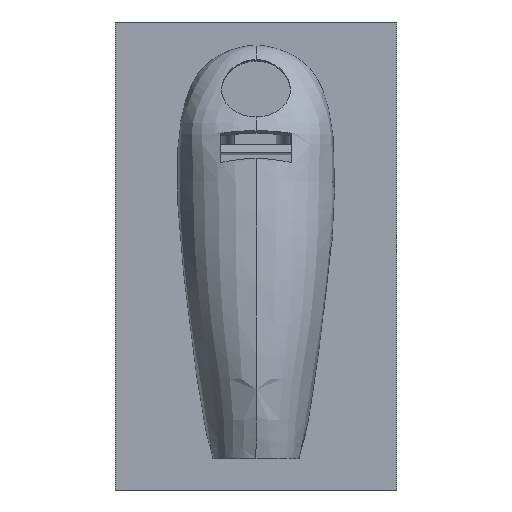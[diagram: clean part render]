
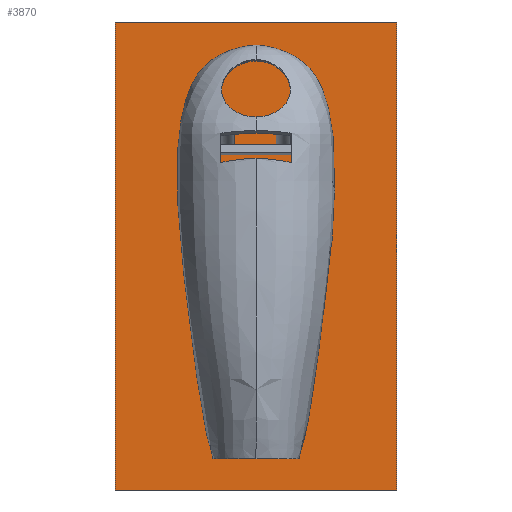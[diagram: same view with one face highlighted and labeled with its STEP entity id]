
A CAD part, front view. The second image highlights one B-rep face of the part: STEP entity #3870.
In plain terms, the highlighted planar face has unit normal (0, -1, 0).
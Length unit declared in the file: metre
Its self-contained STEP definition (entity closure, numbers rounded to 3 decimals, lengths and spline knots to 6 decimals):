
#199=LINE('',#24911,#399);
#200=LINE('',#24914,#400);
#201=LINE('',#24916,#401);
#202=LINE('',#24918,#402);
#399=VECTOR('',#4567,1.);
#400=VECTOR('',#4568,1.);
#401=VECTOR('',#4569,1.);
#402=VECTOR('',#4570,1.);
#574=PLANE('',#4103);
#1504=ORIENTED_EDGE('',*,*,#2283,.F.);
#1505=ORIENTED_EDGE('',*,*,#2284,.F.);
#1506=ORIENTED_EDGE('',*,*,#2285,.T.);
#1507=ORIENTED_EDGE('',*,*,#2286,.T.);
#2283=EDGE_CURVE('',#2754,#2755,#199,.T.);
#2284=EDGE_CURVE('',#2756,#2754,#200,.T.);
#2285=EDGE_CURVE('',#2756,#2757,#201,.T.);
#2286=EDGE_CURVE('',#2757,#2755,#202,.T.);
#2754=VERTEX_POINT('',#24912);
#2755=VERTEX_POINT('',#24913);
#2756=VERTEX_POINT('',#24915);
#2757=VERTEX_POINT('',#24917);
#3405=EDGE_LOOP('',(#1504,#1505,#1506,#1507));
#3638=FACE_BOUND('',#3405,.T.);
#3870=ADVANCED_FACE('',(#3638),#574,.T.);
#4103=AXIS2_PLACEMENT_3D('',#24910,#4565,#4566);
#4565=DIRECTION('',(0.,-1.,0.));
#4566=DIRECTION('',(0.,0.,-1.));
#4567=DIRECTION('',(0.,0.,1.));
#4568=DIRECTION('',(-1.,0.,0.));
#4569=DIRECTION('',(0.,0.,1.));
#4570=DIRECTION('',(-1.,0.,0.));
#24910=CARTESIAN_POINT('',(0.0508,0.,0.048854));
#24911=CARTESIAN_POINT('',(-0.0508,0.,0.048854));
#24912=CARTESIAN_POINT('',(-0.0508,0.,-0.04737));
#24913=CARTESIAN_POINT('',(-0.0508,0.,0.121725));
#24914=CARTESIAN_POINT('',(0.0508,0.,-0.04737));
#24915=CARTESIAN_POINT('',(0.0508,0.,-0.04737));
#24916=CARTESIAN_POINT('',(0.0508,0.,0.048854));
#24917=CARTESIAN_POINT('',(0.0508,0.,0.121725));
#24918=CARTESIAN_POINT('',(0.0508,0.,0.121725));
